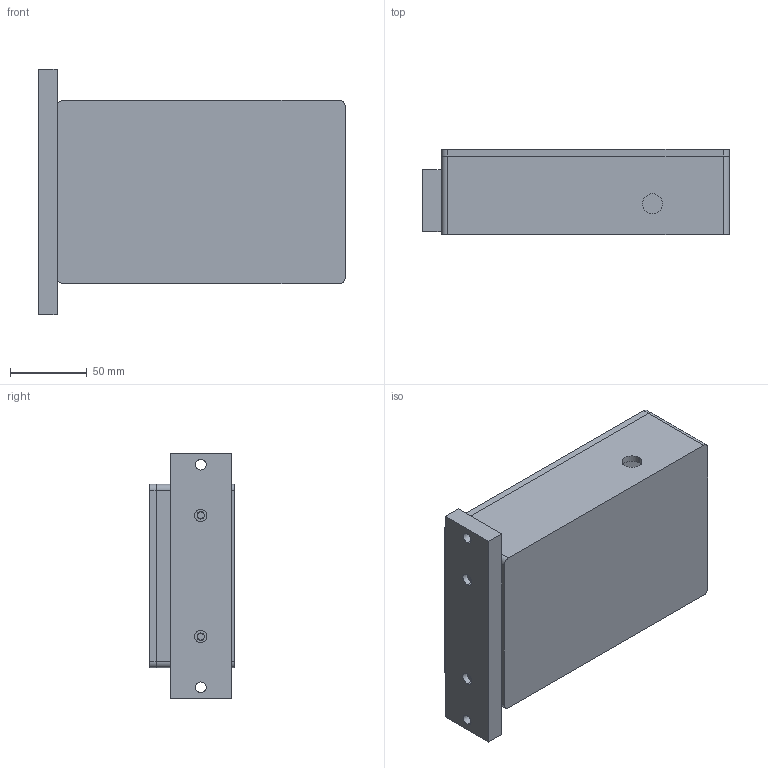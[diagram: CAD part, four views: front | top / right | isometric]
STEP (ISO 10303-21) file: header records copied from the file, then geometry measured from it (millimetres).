
FILE_DESCRIPTION (( 'STEP AP214' ), '1' );
FILE_NAME ('SubBusDriver Assembly.STEP', '2018-07-16T15:28:22', ( '' ), ( '' ), 'SwSTEP 2.0', 'SolidWorks 2016', '' );
FILE_SCHEMA (( 'AUTOMOTIVE_DESIGN' ));
Length unit declared in the file: millimetre
Products named in the file (4): Lid188x120x57; Base188x120x57; SubBusDriver Assembly; BusDriverBoxClamp
Assembly tree (3 placements, depth 2):
  SubBusDriver Assembly
    Base188x120x57
    Lid188x120x57
    BusDriverBoxClamp
Bounding box: 199.7 x 55.4 x 160 mm (x, y, z)
Volume: 339047.9 mm3; surface area: 168229.5 mm2
Topology: 3 solids, 3 shells, 152 faces, 399 edges, 252 vertices
Faces by surface type: cylinder 83, plane 45, cone 24
Entity records: 4875 total; most frequent: DIRECTION 881, CARTESIAN_POINT 797, ORIENTED_EDGE 774, EDGE_CURVE 387, AXIS2_PLACEMENT_3D 336, VERTEX_POINT 252, VECTOR 209, LINE 209
